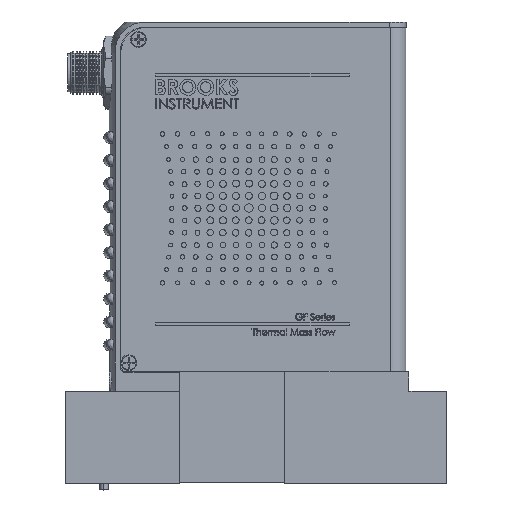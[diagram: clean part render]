
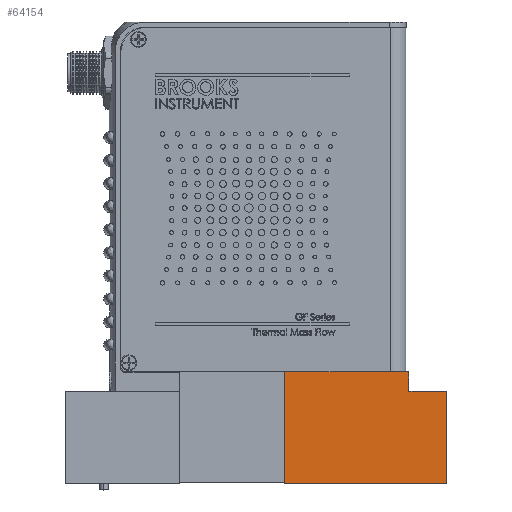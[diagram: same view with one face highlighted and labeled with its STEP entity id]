
A CAD part, top view. The second image highlights one B-rep face of the part: STEP entity #64154.
In plain terms, the highlighted planar face has unit normal (0, 0, 1).
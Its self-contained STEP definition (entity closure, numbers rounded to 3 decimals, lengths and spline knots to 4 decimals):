
#2051 = EDGE_CURVE ( 'NONE', #97999, #21658, #76439, .T. ) ;
#2968 = VERTEX_POINT ( 'NONE', #76680 ) ;
#5238 = CARTESIAN_POINT ( 'NONE',  ( 1.6097, 1., 0.56 ) ) ;
#7067 = DIRECTION ( 'NONE',  ( 0., 0., -1. ) ) ;
#9299 = CARTESIAN_POINT ( 'NONE',  ( 0., 1.207, 0.56 ) ) ;
#9369 = CARTESIAN_POINT ( 'NONE',  ( 1.3903, 0.99, 0.56 ) ) ;
#12934 = CARTESIAN_POINT ( 'NONE',  ( 0., 1.207, 0.56 ) ) ;
#14499 = VERTEX_POINT ( 'NONE', #68886 ) ;
#14654 = CARTESIAN_POINT ( 'NONE',  ( 0., 0.99, 0.56 ) ) ;
#18352 = ORIENTED_EDGE ( 'NONE', *, *, #70444, .T. ) ;
#18565 = CARTESIAN_POINT ( 'NONE',  ( 1.3903, 1., 0.56 ) ) ;
#21204 = CARTESIAN_POINT ( 'NONE',  ( 1.754, 1., 0.56 ) ) ;
#21658 = VERTEX_POINT ( 'NONE', #18565 ) ;
#22489 = VERTEX_POINT ( 'NONE', #12934 ) ;
#22589 = EDGE_CURVE ( 'NONE', #88530, #40959, #39859, .T. ) ;
#22667 = DIRECTION ( 'NONE',  ( 1., 0., 0. ) ) ;
#22674 = LINE ( 'NONE', #14654, #94434 ) ;
#23200 = ORIENTED_EDGE ( 'NONE', *, *, #50701, .F. ) ;
#24404 = ORIENTED_EDGE ( 'NONE', *, *, #2051, .F. ) ;
#24410 = VECTOR ( 'NONE', #65070, 39.3701 ) ;
#24557 = LINE ( 'NONE', #39150, #60810 ) ;
#24644 = DIRECTION ( 'NONE',  ( 0., -1., 0. ) ) ;
#26347 = EDGE_CURVE ( 'NONE', #55497, #40959, #30607, .T. ) ;
#26775 = VERTEX_POINT ( 'NONE', #9369 ) ;
#28415 = DIRECTION ( 'NONE',  ( 1., 0., 0. ) ) ;
#28829 = LINE ( 'NONE', #90138, #24410 ) ;
#29650 = FACE_OUTER_BOUND ( 'NONE', #57301, .T. ) ;
#29714 = DIRECTION ( 'NONE',  ( 1., 0., 0. ) ) ;
#29953 = DIRECTION ( 'NONE',  ( 1., 0., 0. ) ) ;
#30607 = LINE ( 'NONE', #69804, #53993 ) ;
#32168 = CARTESIAN_POINT ( 'NONE',  ( 1.754, 1., 0.56 ) ) ;
#33077 = DIRECTION ( 'NONE',  ( 0., -1., 0. ) ) ;
#33876 = EDGE_CURVE ( 'NONE', #97999, #14499, #28829, .T. ) ;
#35823 = AXIS2_PLACEMENT_3D ( 'NONE', #66888, #7067, #75395 ) ;
#37366 = ORIENTED_EDGE ( 'NONE', *, *, #75878, .T. ) ;
#38852 = ORIENTED_EDGE ( 'NONE', *, *, #33876, .T. ) ;
#39150 = CARTESIAN_POINT ( 'NONE',  ( 1.6097, 0.99, 0.56 ) ) ;
#39859 = LINE ( 'NONE', #54940, #52835 ) ;
#39944 = DIRECTION ( 'NONE',  ( 1., 0., 0. ) ) ;
#39952 = VECTOR ( 'NONE', #28415, 39.3701 ) ;
#40281 = VECTOR ( 'NONE', #22667, 39.3701 ) ;
#40725 = VERTEX_POINT ( 'NONE', #5238 ) ;
#40732 = CARTESIAN_POINT ( 'NONE',  ( 0., 1.207, 0.56 ) ) ;
#40959 = VERTEX_POINT ( 'NONE', #46831 ) ;
#43315 = ORIENTED_EDGE ( 'NONE', *, *, #72353, .F. ) ;
#43989 = CARTESIAN_POINT ( 'NONE',  ( 1.345, 1., 0.56 ) ) ;
#44128 = CARTESIAN_POINT ( 'NONE',  ( 1.3903, 0.99, 0.56 ) ) ;
#45712 = PLANE ( 'NONE',  #35823 ) ;
#46831 = CARTESIAN_POINT ( 'NONE',  ( 1.754, 0., 0.56 ) ) ;
#49233 = VECTOR ( 'NONE', #39944, 39.3701 ) ;
#50061 = CARTESIAN_POINT ( 'NONE',  ( 1.754, 1., 0.56 ) ) ;
#50701 = EDGE_CURVE ( 'NONE', #40725, #55497, #51534, .T. ) ;
#51534 = LINE ( 'NONE', #50061, #39952 ) ;
#52835 = VECTOR ( 'NONE', #29953, 39.3701 ) ;
#53993 = VECTOR ( 'NONE', #91419, 39.3701 ) ;
#54208 = ORIENTED_EDGE ( 'NONE', *, *, #26347, .F. ) ;
#54940 = CARTESIAN_POINT ( 'NONE',  ( 0., 0., 0.56 ) ) ;
#55497 = VERTEX_POINT ( 'NONE', #32168 ) ;
#57301 = EDGE_LOOP ( 'NONE', ( #43315, #75861, #24404, #38852, #84178, #37366, #85451, #54208, #23200, #18352 ) ) ;
#58764 = LINE ( 'NONE', #44128, #71920 ) ;
#60810 = VECTOR ( 'NONE', #33077, 39.3701 ) ;
#64154 = ADVANCED_FACE ( 'NONE', ( #29650 ), #45712, .F. ) ;
#65070 = DIRECTION ( 'NONE',  ( 0., 1., 0. ) ) ;
#66218 = VECTOR ( 'NONE', #24644, 39.3701 ) ;
#66291 = DIRECTION ( 'NONE',  ( 0., 1., 0. ) ) ;
#66888 = CARTESIAN_POINT ( 'NONE',  ( 0., 1.207, 0.56 ) ) ;
#68108 = EDGE_CURVE ( 'NONE', #22489, #14499, #85664, .T. ) ;
#68886 = CARTESIAN_POINT ( 'NONE',  ( 1.345, 1.207, 0.56 ) ) ;
#69804 = CARTESIAN_POINT ( 'NONE',  ( 1.754, 1.207, 0.56 ) ) ;
#70444 = EDGE_CURVE ( 'NONE', #40725, #2968, #24557, .T. ) ;
#71920 = VECTOR ( 'NONE', #66291, 39.3701 ) ;
#72353 = EDGE_CURVE ( 'NONE', #26775, #2968, #22674, .T. ) ;
#75395 = DIRECTION ( 'NONE',  ( -1., 0., 0. ) ) ;
#75861 = ORIENTED_EDGE ( 'NONE', *, *, #92977, .T. ) ;
#75878 = EDGE_CURVE ( 'NONE', #22489, #88530, #78917, .T. ) ;
#76439 = LINE ( 'NONE', #21204, #40281 ) ;
#76680 = CARTESIAN_POINT ( 'NONE',  ( 1.6097, 0.99, 0.56 ) ) ;
#78917 = LINE ( 'NONE', #40732, #66218 ) ;
#84178 = ORIENTED_EDGE ( 'NONE', *, *, #68108, .F. ) ;
#85451 = ORIENTED_EDGE ( 'NONE', *, *, #22589, .T. ) ;
#85664 = LINE ( 'NONE', #9299, #49233 ) ;
#88530 = VERTEX_POINT ( 'NONE', #94033 ) ;
#90138 = CARTESIAN_POINT ( 'NONE',  ( 1.345, 1., 0.56 ) ) ;
#91419 = DIRECTION ( 'NONE',  ( 0., -1., 0. ) ) ;
#92977 = EDGE_CURVE ( 'NONE', #26775, #21658, #58764, .T. ) ;
#94033 = CARTESIAN_POINT ( 'NONE',  ( 0., 0., 0.56 ) ) ;
#94434 = VECTOR ( 'NONE', #29714, 39.3701 ) ;
#97999 = VERTEX_POINT ( 'NONE', #43989 ) ;
